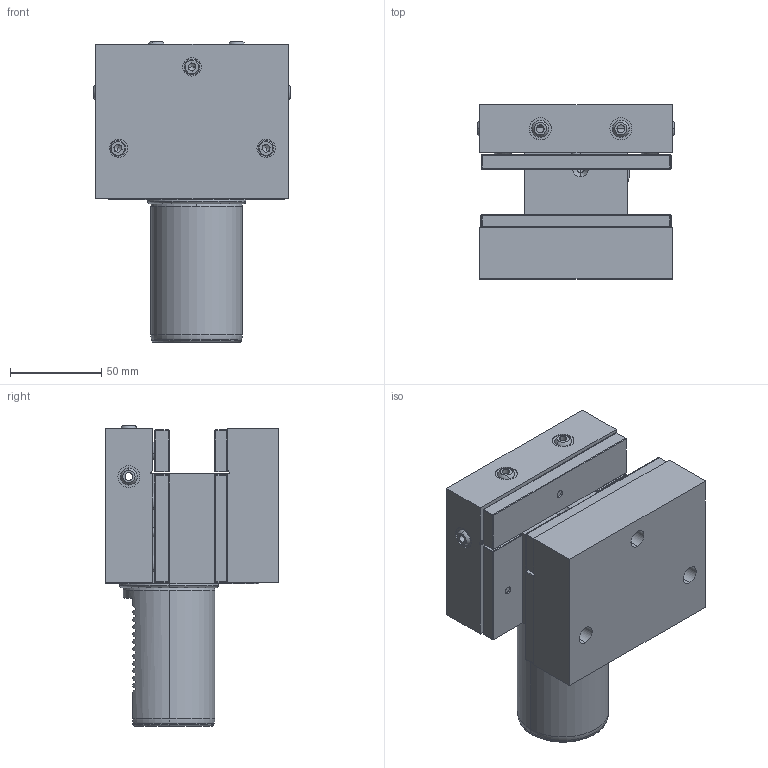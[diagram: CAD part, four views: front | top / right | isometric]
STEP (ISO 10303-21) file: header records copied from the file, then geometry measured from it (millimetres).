
FILE_DESCRIPTION (( 'STEP AP203' ), '1' );
FILE_NAME ('STEP.STEP', '2020-03-11T04:43:03', ( '' ), ( '' ), 'SwSTEP 2.0', 'SolidWorks 2017', '' );
FILE_SCHEMA (( 'CONFIG_CONTROL_DESIGN' ));
Length unit declared in the file: inch
Products named in the file (1): STEP
Bounding box: 107.6 x 95 x 164.3 mm (x, y, z)
Volume: 816965.3 mm3; surface area: 135521.6 mm2
Topology: 32 solids, 32 shells, 679 faces, 1673 edges, 1049 vertices
Faces by surface type: plane 378, cylinder 167, cone 83, torus 29, sphere 16, bspline 6
Entity records: 28382 total; most frequent: CARTESIAN_POINT 12431, DIRECTION 3346, ORIENTED_EDGE 3230, EDGE_CURVE 1615, AXIS2_PLACEMENT_3D 1187, VERTEX_POINT 1025, LINE 972, VECTOR 972
